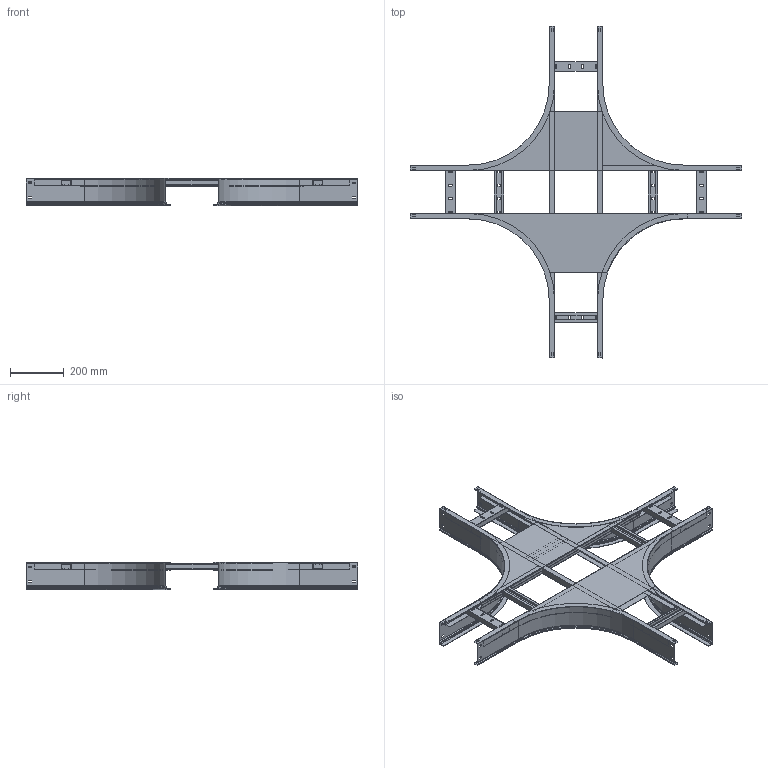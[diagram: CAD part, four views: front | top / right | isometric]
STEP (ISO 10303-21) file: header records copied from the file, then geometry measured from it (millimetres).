
FILE_DESCRIPTION (( 'STEP AP214' ), '1' );
FILE_NAME ('CKR04-4-100x200.STEP', '2021-03-10T05:31:21', ( '' ), ( '' ), 'SwSTEP 2.0', 'SolidWorks 2017', '' );
FILE_SCHEMA (( 'AUTOMOTIVE_DESIGN' ));
Length unit declared in the file: millimetre
Products named in the file (8): ÊÈÂÀ 195.01.04 Ï-ïðîôèëü-00_-00 (1174); ÊÈÂÀ 195.01.01 Ëîíæåðîí áàçîâûé-00_-02; CKR04-4-100x200; ÊÈÂÀ 195.01.05 Ï-ïðîôèëü-00_668.2; 岓臍 195.01.10 捘 冓憵-00_-00 (1174); 岓臍 195.01.20 捘 冓憵-00_-00 (200); ÊÈÂÀ 195.01.03_Ïëàíêà ïîïåðå÷íàÿ-00_-00; ÊÈÂÀ 195.01.02 Ïëàñòèíà ñîåäèíèòåëüíàÿ-00_-00 (200)
Assembly tree (21 placements, depth 3):
  CKR04-4-100x200
    岓臍 195.01.10 捘 冓憵-00_-00 (1174)
      ÊÈÂÀ 195.01.04 Ï-ïðîôèëü-00_-00 (1174)  x2
      ÊÈÂÀ 195.01.03_Ïëàíêà ïîïåðå÷íàÿ-00_-00  x4
    岓臍 195.01.20 捘 冓憵-00_-00 (200)  x2
      ÊÈÂÀ 195.01.05 Ï-ïðîôèëü-00_668.2
      ÊÈÂÀ 195.01.03_Ïëàíêà ïîïåðå÷íàÿ-00_-00
    ÊÈÂÀ 195.01.02 Ïëàñòèíà ñîåäèíèòåëüíàÿ-00_-00 (200)  x4
    ÊÈÂÀ 195.01.01 Ëîíæåðîí áàçîâûé-00_-02  x4
Bounding box: 1234 x 1234 x 101.2 mm (x, y, z)
Volume: 1581292.6 mm3; surface area: 2674282.7 mm2
Topology: 22 solids, 22 shells, 1092 faces, 2856 edges, 1808 vertices
Faces by surface type: plane 844, cylinder 208, torus 24, cone 16
Entity records: 7534 total; most frequent: CARTESIAN_POINT 1260, DIRECTION 1248, ORIENTED_EDGE 1224, EDGE_CURVE 612, LINE 504, VECTOR 504, VERTEX_POINT 384, AXIS2_PLACEMENT_3D 372
